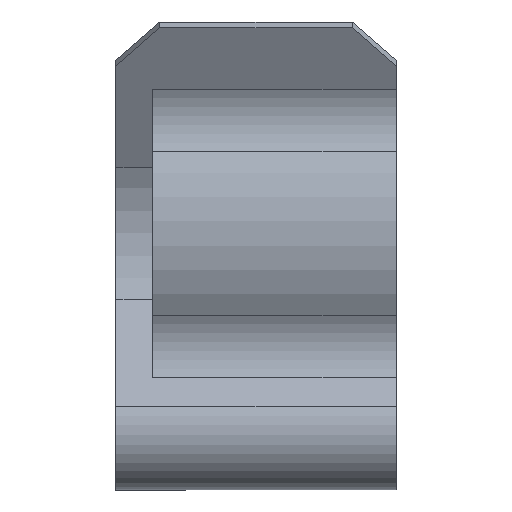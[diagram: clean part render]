
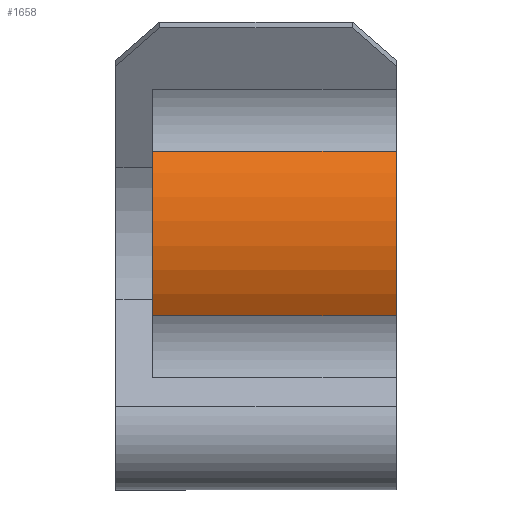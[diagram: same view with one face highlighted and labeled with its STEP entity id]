
A CAD part, front view. The second image highlights one B-rep face of the part: STEP entity #1658.
In plain terms, the highlighted cylindrical face has radius 10.8 mm (diameter 21.6 mm), a partial arc.
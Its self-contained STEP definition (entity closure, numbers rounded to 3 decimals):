
#1511=CARTESIAN_POINT('',(-7.025,-9.619,11.851));
#1512=VERTEX_POINT('',#1511);
#1520=CARTESIAN_POINT('',(-7.025,-9.619,23.019));
#1521=VERTEX_POINT('',#1520);
#1522=CARTESIAN_POINT('',(-7.025,-0.375,17.435));
#1523=DIRECTION('',(1.0,0.0,0.0));
#1524=DIRECTION('',(0.0,-1.0,0.));
#1525=AXIS2_PLACEMENT_3D('',#1522,#1523,#1524);
#1526=CIRCLE('',#1525,10.8);
#1527=EDGE_CURVE('',#1521,#1512,#1526,.T.);
#1614=CARTESIAN_POINT('',(9.525,-9.619,23.019));
#1615=VERTEX_POINT('',#1614);
#1625=CARTESIAN_POINT('',(-7.025,-9.619,23.019));
#1626=DIRECTION('',(1.0,0.0,0.0));
#1627=VECTOR('',#1626,16.55);
#1628=LINE('',#1625,#1627);
#1629=EDGE_CURVE('',#1521,#1615,#1628,.T.);
#1634=CARTESIAN_POINT('',(-7.025,-0.375,17.435));
#1635=DIRECTION('',(1.0,0.0,0.0));
#1636=DIRECTION('',(0.0,-1.0,0.));
#1637=AXIS2_PLACEMENT_3D('',#1634,#1635,#1636);
#1638=CYLINDRICAL_SURFACE('',#1637,10.8);
#1639=CARTESIAN_POINT('',(9.525,-9.619,11.851));
#1640=VERTEX_POINT('',#1639);
#1641=CARTESIAN_POINT('',(9.525,-0.375,17.435));
#1642=DIRECTION('',(-1.0,0.0,0.0));
#1643=DIRECTION('',(0.0,-1.0,0.));
#1644=AXIS2_PLACEMENT_3D('',#1641,#1642,#1643);
#1645=CIRCLE('',#1644,10.8);
#1646=EDGE_CURVE('',#1640,#1615,#1645,.T.);
#1647=ORIENTED_EDGE('',*,*,#1646,.T.);
#1648=ORIENTED_EDGE('',*,*,#1629,.F.);
#1649=ORIENTED_EDGE('',*,*,#1527,.T.);
#1650=CARTESIAN_POINT('',(-7.025,-9.619,11.851));
#1651=DIRECTION('',(1.0,0.0,0.0));
#1652=VECTOR('',#1651,16.55);
#1653=LINE('',#1650,#1652);
#1654=EDGE_CURVE('',#1512,#1640,#1653,.T.);
#1655=ORIENTED_EDGE('',*,*,#1654,.T.);
#1656=EDGE_LOOP('',(#1647,#1648,#1649,#1655));
#1657=FACE_OUTER_BOUND('',#1656,.T.);
#1658=ADVANCED_FACE('',(#1657),#1638,.T.);
